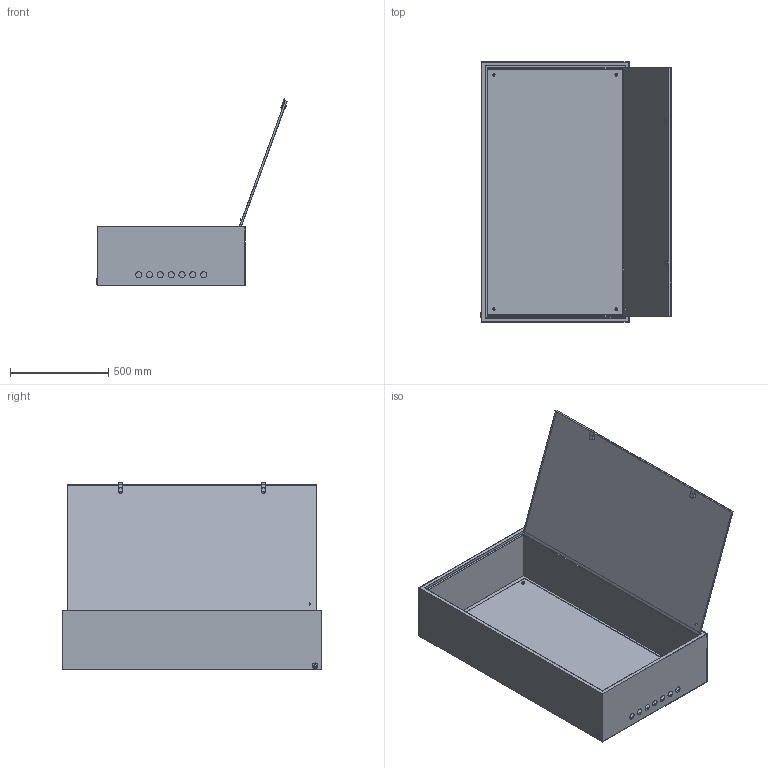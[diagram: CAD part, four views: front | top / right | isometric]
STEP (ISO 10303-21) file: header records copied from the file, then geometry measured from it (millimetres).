
FILE_DESCRIPTION (( 'STEP AP214' ), '1' );
FILE_NAME ('SHMP-7-0 IP31.STEP', '2017-03-03T08:23:34', ( '' ), ( '' ), 'SwSTEP 2.0', 'SolidWorks 2014', '' );
FILE_SCHEMA (( 'AUTOMOTIVE_DESIGN' ));
Length unit declared in the file: millimetre
Products named in the file (5): Mont.Panel_7; SHMP-7-0 IP31; Dver_7; Obolochka_SHMP_7; Gaika_8
Assembly tree (7 placements, depth 2):
  SHMP-7-0 IP31
    Obolochka_SHMP_7
    Mont.Panel_7
    Dver_7
    Gaika_8  x4
Bounding box: 965.54 x 1320 x 951.24 mm (x, y, z)
Volume: 4262578.4 mm3; surface area: 8488745.4 mm2
Topology: 8 solids, 8 shells, 202 faces, 488 edges, 320 vertices
Faces by surface type: plane 124, cylinder 62, cone 16
Entity records: 5327 total; most frequent: DIRECTION 912, CARTESIAN_POINT 870, ORIENTED_EDGE 832, EDGE_CURVE 416, AXIS2_PLACEMENT_3D 314, VECTOR 284, LINE 284, VERTEX_POINT 272
